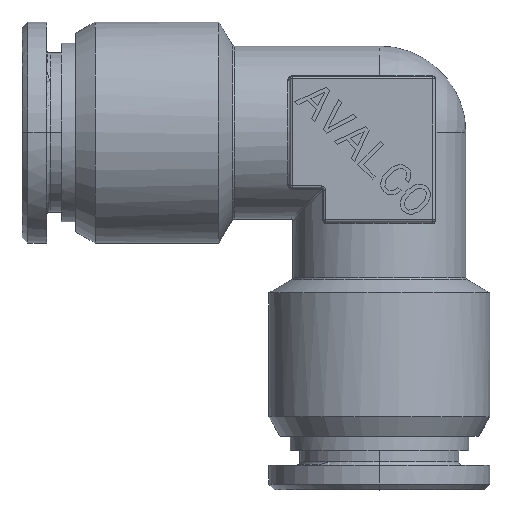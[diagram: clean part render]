
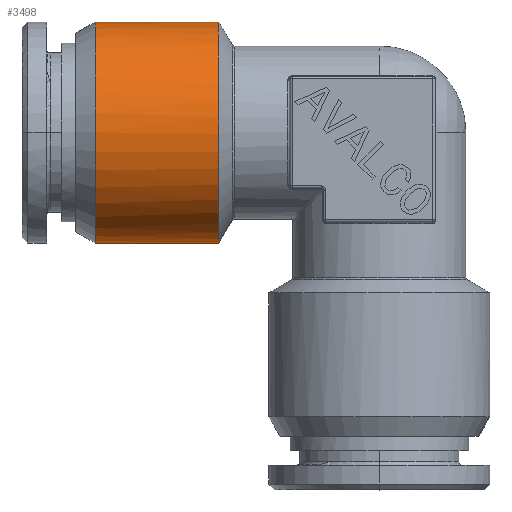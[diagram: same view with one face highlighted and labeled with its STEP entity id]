
A CAD part, top view. The second image highlights one B-rep face of the part: STEP entity #3498.
In plain terms, the highlighted cylindrical face has radius 9.9 mm (diameter 19.8 mm), a partial arc.
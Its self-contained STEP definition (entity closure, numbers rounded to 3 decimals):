
#3268=CARTESIAN_POINT('Axis2P3D Location',(-25.461,0.,0.)) ;
#3272=CARTESIAN_POINT('Vertex',(-25.461,9.9,0.)) ;
#3274=CARTESIAN_POINT('Vertex',(-25.461,-9.9,0.)) ;
#3456=CARTESIAN_POINT('Axis2P3D Location',(-27.859,0.,0.)) ;
#3461=CARTESIAN_POINT('Line Origine',(-27.859,-9.9,0.)) ;
#3465=CARTESIAN_POINT('Vertex',(-14.365,-9.9,0.)) ;
#3469=CARTESIAN_POINT('Control Point',(-14.365,9.9,0.)) ;
#3470=CARTESIAN_POINT('Control Point',(-14.365,9.9,1.555)) ;
#3471=CARTESIAN_POINT('Control Point',(-14.365,9.595,3.11)) ;
#3472=CARTESIAN_POINT('Control Point',(-14.365,8.984,4.585)) ;
#3473=CARTESIAN_POINT('Control Point',(-14.365,7.216,7.216)) ;
#3474=CARTESIAN_POINT('Control Point',(-14.365,4.585,8.984)) ;
#3475=CARTESIAN_POINT('Control Point',(-14.365,3.11,9.595)) ;
#3476=CARTESIAN_POINT('Control Point',(-14.365,0.,10.205)) ;
#3477=CARTESIAN_POINT('Control Point',(-14.365,-3.11,9.595)) ;
#3478=CARTESIAN_POINT('Control Point',(-14.365,-4.585,8.984)) ;
#3479=CARTESIAN_POINT('Control Point',(-14.365,-7.216,7.216)) ;
#3480=CARTESIAN_POINT('Control Point',(-14.365,-8.984,4.585)) ;
#3481=CARTESIAN_POINT('Control Point',(-14.365,-9.595,3.11)) ;
#3482=CARTESIAN_POINT('Control Point',(-14.365,-9.9,1.555)) ;
#3483=CARTESIAN_POINT('Control Point',(-14.365,-9.9,0.)) ;
#3484=CARTESIAN_POINT('Vertex',(-14.365,9.9,0.)) ;
#3487=CARTESIAN_POINT('Line Origine',(-27.859,9.9,0.)) ;
#3269=DIRECTION('Axis2P3D Direction',(1.,0.,0.)) ;
#3457=DIRECTION('Axis2P3D Direction',(1.,0.,0.)) ;
#3458=DIRECTION('Axis2P3D XDirection',(0.,1.,0.)) ;
#3462=DIRECTION('Vector Direction',(1.,0.,0.)) ;
#3488=DIRECTION('Vector Direction',(1.,0.,0.)) ;
#3270=AXIS2_PLACEMENT_3D('Circle Axis2P3D',#3268,#3269,$) ;
#3459=AXIS2_PLACEMENT_3D('Cylinder Axis2P3D',#3456,#3457,#3458) ;
#3493=ORIENTED_EDGE('',*,*,#3276,.T.) ;
#3494=ORIENTED_EDGE('',*,*,#3467,.T.) ;
#3495=ORIENTED_EDGE('',*,*,#3486,.F.) ;
#3496=ORIENTED_EDGE('',*,*,#3491,.T.) ;
#3463=VECTOR('Line Direction',#3462,1.) ;
#3489=VECTOR('Line Direction',#3488,1.) ;
#3498=ADVANCED_FACE('MANIFOLD_SOLID_BREP #5559',(#3497),#3460,.T.) ;
#3468=B_SPLINE_CURVE_WITH_KNOTS('',5,(#3469,#3470,#3471,#3472,#3473,#3474,#3475,#3476,#3477,#3478,#3479,#3480,#3481,#3482,#3483),.UNSPECIFIED.,.F.,.U.,(6,3,3,3,6),(-15.551,-7.775,0.,7.775,15.551),.UNSPECIFIED.) ;
#3271=CIRCLE('generated circle',#3270,9.9) ;
#3460=CYLINDRICAL_SURFACE('generated cylinder',#3459,9.9) ;
#3276=EDGE_CURVE('',#3273,#3275,#3271,.T.) ;
#3467=EDGE_CURVE('',#3275,#3466,#3464,.T.) ;
#3486=EDGE_CURVE('',#3485,#3466,#3468,.T.) ;
#3491=EDGE_CURVE('',#3485,#3273,#3490,.F.) ;
#3492=EDGE_LOOP('',(#3493,#3494,#3495,#3496)) ;
#3497=FACE_OUTER_BOUND('',#3492,.T.) ;
#3464=LINE('Line',#3461,#3463) ;
#3490=LINE('Line',#3487,#3489) ;
#3273=VERTEX_POINT('',#3272) ;
#3275=VERTEX_POINT('',#3274) ;
#3466=VERTEX_POINT('',#3465) ;
#3485=VERTEX_POINT('',#3484) ;
